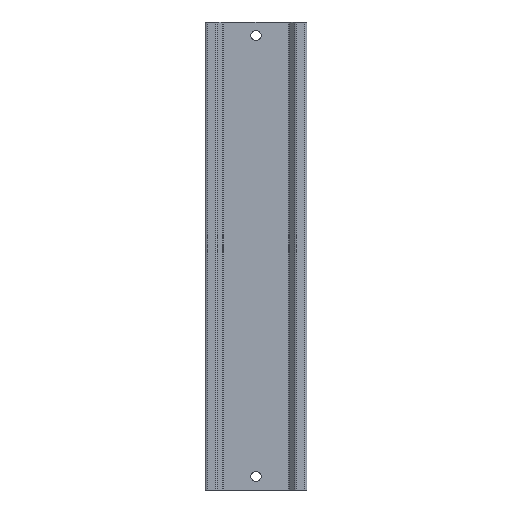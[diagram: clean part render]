
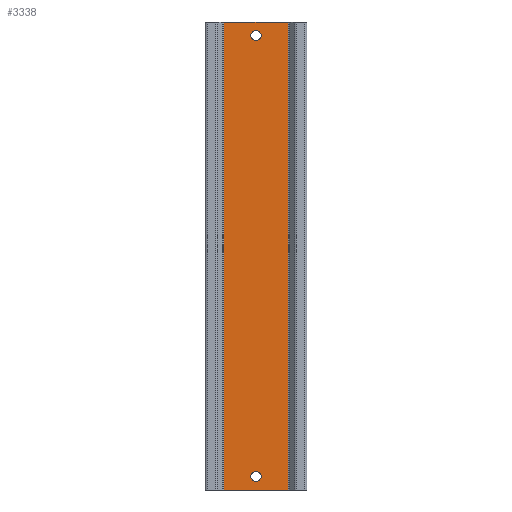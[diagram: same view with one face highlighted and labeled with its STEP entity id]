
A CAD part, front view. The second image highlights one B-rep face of the part: STEP entity #3338.
In plain terms, the highlighted planar face has unit normal (0, -1, 0).
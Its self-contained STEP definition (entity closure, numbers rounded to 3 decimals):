
#166 = VECTOR ( 'NONE', #4338, 1000. ) ;
#205 = ORIENTED_EDGE ( 'NONE', *, *, #4375, .T. ) ;
#390 = DIRECTION ( 'NONE',  ( 0., 0., 1. ) ) ;
#430 = CARTESIAN_POINT ( 'NONE',  ( 22.5, 3., 201. ) ) ;
#451 = VECTOR ( 'NONE', #390, 1000. ) ;
#532 = FACE_BOUND ( 'NONE', #4887, .T. ) ;
#627 = EDGE_CURVE ( 'NONE', #3628, #1615, #1698, .T. ) ;
#813 = VERTEX_POINT ( 'NONE', #1704 ) ;
#990 = PLANE ( 'NONE',  #2889 ) ;
#1049 = DIRECTION ( 'NONE',  ( 0., 0., 1. ) ) ;
#1304 = CIRCLE ( 'NONE', #3909, 2.25 ) ;
#1452 = DIRECTION ( 'NONE',  ( 1., 0., 0. ) ) ;
#1481 = AXIS2_PLACEMENT_3D ( 'NONE', #1564, #5819, #2186 ) ;
#1546 = VERTEX_POINT ( 'NONE', #5414 ) ;
#1550 = CARTESIAN_POINT ( 'NONE',  ( 22.5, 3., 8.25 ) ) ;
#1564 = CARTESIAN_POINT ( 'NONE',  ( 22.5, 3., 6. ) ) ;
#1590 = DIRECTION ( 'NONE',  ( 0., 1., 0. ) ) ;
#1615 = VERTEX_POINT ( 'NONE', #6656 ) ;
#1698 = CIRCLE ( 'NONE', #5803, 2.25 ) ;
#1704 = CARTESIAN_POINT ( 'NONE',  ( 36.665, 3., 207. ) ) ;
#1724 = ORIENTED_EDGE ( 'NONE', *, *, #4747, .T. ) ;
#2031 = ORIENTED_EDGE ( 'NONE', *, *, #627, .T. ) ;
#2066 = CARTESIAN_POINT ( 'NONE',  ( 7.9, 3., 207. ) ) ;
#2134 = LINE ( 'NONE', #2196, #451 ) ;
#2186 = DIRECTION ( 'NONE',  ( 0., 0., 1. ) ) ;
#2196 = CARTESIAN_POINT ( 'NONE',  ( 36.665, 3., 207. ) ) ;
#2316 = FACE_BOUND ( 'NONE', #5995, .T. ) ;
#2465 = CARTESIAN_POINT ( 'NONE',  ( 22.5, 3., 198.75 ) ) ;
#2472 = AXIS2_PLACEMENT_3D ( 'NONE', #430, #4657, #1049 ) ;
#2889 = AXIS2_PLACEMENT_3D ( 'NONE', #3990, #1590, #5835 ) ;
#2959 = CARTESIAN_POINT ( 'NONE',  ( 8.335, 3., 0. ) ) ;
#2998 = VERTEX_POINT ( 'NONE', #1550 ) ;
#3001 = VECTOR ( 'NONE', #6585, 1000. ) ;
#3008 = CARTESIAN_POINT ( 'NONE',  ( 22.5, 3., 201. ) ) ;
#3187 = VERTEX_POINT ( 'NONE', #6294 ) ;
#3294 = CIRCLE ( 'NONE', #1481, 2.25 ) ;
#3338 = ADVANCED_FACE ( 'NONE', ( #532, #2316, #5353 ), #990, .F. ) ;
#3345 = EDGE_CURVE ( 'NONE', #4879, #813, #2134, .T. ) ;
#3385 = EDGE_CURVE ( 'NONE', #1615, #3628, #6678, .T. ) ;
#3388 = LINE ( 'NONE', #6745, #166 ) ;
#3477 = DIRECTION ( 'NONE',  ( 0., 1., 0. ) ) ;
#3604 = DIRECTION ( 'NONE',  ( 0., 0., 1. ) ) ;
#3628 = VERTEX_POINT ( 'NONE', #2465 ) ;
#3909 = AXIS2_PLACEMENT_3D ( 'NONE', #7108, #3477, #7709 ) ;
#3990 = CARTESIAN_POINT ( 'NONE',  ( 7.9, 3., 207. ) ) ;
#4049 = ORIENTED_EDGE ( 'NONE', *, *, #3345, .T. ) ;
#4312 = ORIENTED_EDGE ( 'NONE', *, *, #6978, .F. ) ;
#4338 = DIRECTION ( 'NONE',  ( 1., 0., 0. ) ) ;
#4375 = EDGE_CURVE ( 'NONE', #6117, #2998, #3294, .T. ) ;
#4443 = EDGE_CURVE ( 'NONE', #2998, #6117, #1304, .T. ) ;
#4520 = VECTOR ( 'NONE', #1452, 1000. ) ;
#4620 = LINE ( 'NONE', #2959, #3001 ) ;
#4657 = DIRECTION ( 'NONE',  ( 0., 1., 0. ) ) ;
#4747 = EDGE_CURVE ( 'NONE', #1546, #4879, #3388, .T. ) ;
#4879 = VERTEX_POINT ( 'NONE', #7477 ) ;
#4887 = EDGE_LOOP ( 'NONE', ( #6332, #2031 ) ) ;
#5353 = FACE_OUTER_BOUND ( 'NONE', #6036, .T. ) ;
#5414 = CARTESIAN_POINT ( 'NONE',  ( 8.335, 3., 0. ) ) ;
#5803 = AXIS2_PLACEMENT_3D ( 'NONE', #3008, #7230, #3604 ) ;
#5819 = DIRECTION ( 'NONE',  ( 0., 1., 0. ) ) ;
#5835 = DIRECTION ( 'NONE',  ( 0., 0., 1. ) ) ;
#5995 = EDGE_LOOP ( 'NONE', ( #6090, #205 ) ) ;
#6010 = ORIENTED_EDGE ( 'NONE', *, *, #6730, .T. ) ;
#6036 = EDGE_LOOP ( 'NONE', ( #4312, #6010, #1724, #4049 ) ) ;
#6090 = ORIENTED_EDGE ( 'NONE', *, *, #4443, .T. ) ;
#6117 = VERTEX_POINT ( 'NONE', #7136 ) ;
#6294 = CARTESIAN_POINT ( 'NONE',  ( 8.335, 3., 207. ) ) ;
#6332 = ORIENTED_EDGE ( 'NONE', *, *, #3385, .T. ) ;
#6585 = DIRECTION ( 'NONE',  ( 0., 0., -1. ) ) ;
#6656 = CARTESIAN_POINT ( 'NONE',  ( 22.5, 3., 203.25 ) ) ;
#6678 = CIRCLE ( 'NONE', #2472, 2.25 ) ;
#6730 = EDGE_CURVE ( 'NONE', #3187, #1546, #4620, .T. ) ;
#6745 = CARTESIAN_POINT ( 'NONE',  ( 7.9, 3., 0. ) ) ;
#6978 = EDGE_CURVE ( 'NONE', #3187, #813, #7751, .T. ) ;
#7108 = CARTESIAN_POINT ( 'NONE',  ( 22.5, 3., 6. ) ) ;
#7136 = CARTESIAN_POINT ( 'NONE',  ( 22.5, 3., 3.75 ) ) ;
#7230 = DIRECTION ( 'NONE',  ( 0., 1., 0. ) ) ;
#7477 = CARTESIAN_POINT ( 'NONE',  ( 36.665, 3., 0. ) ) ;
#7709 = DIRECTION ( 'NONE',  ( 0., 0., 1. ) ) ;
#7751 = LINE ( 'NONE', #2066, #4520 ) ;
